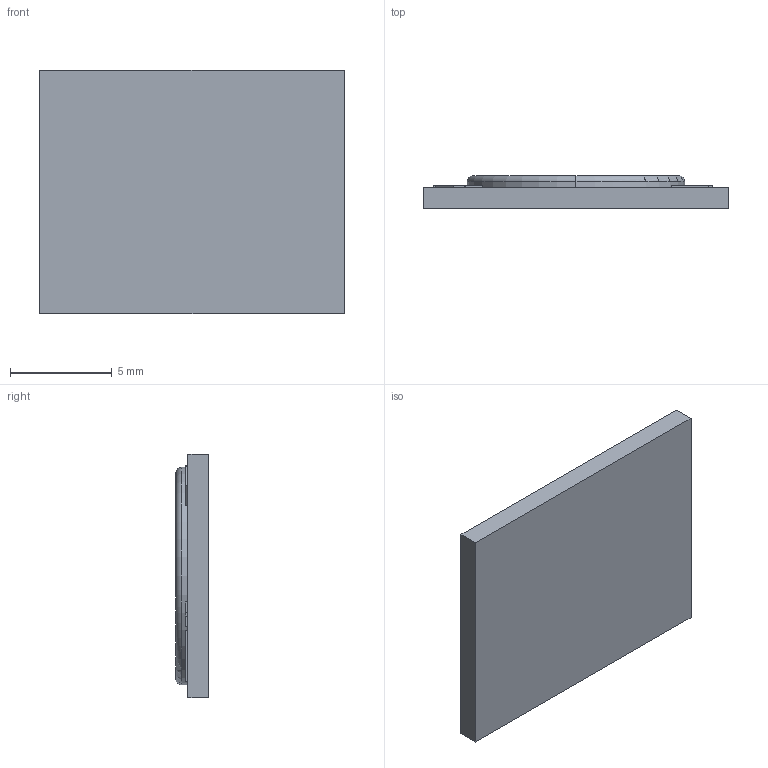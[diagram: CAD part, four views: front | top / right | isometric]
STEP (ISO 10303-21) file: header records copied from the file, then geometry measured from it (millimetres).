
FILE_DESCRIPTION (( 'STEP AP214' ), '1' );
FILE_NAME ('Round Warm Dim 10mm COB New Logo.STEP', '2020-08-25T18:32:50', ( '' ), ( '' ), 'SwSTEP 2.0', 'SolidWorks 2017', '' );
FILE_SCHEMA (( 'AUTOMOTIVE_DESIGN' ));
Length unit declared in the file: millimetre
Products named in the file (1): Round Warm Dim 10mm COB New Logo
Bounding box: 15 x 1.6 x 12 mm (x, y, z)
Volume: 212.5 mm3; surface area: 564.4 mm2
Topology: 7 solids, 7 shells, 74 faces, 166 edges, 109 vertices
Faces by surface type: plane 63, cylinder 9, torus 2
Entity records: 2274 total; most frequent: CARTESIAN_POINT 350, DIRECTION 338, ORIENTED_EDGE 332, EDGE_CURVE 166, VECTOR 144, LINE 144, VERTEX_POINT 109, AXIS2_PLACEMENT_3D 97
